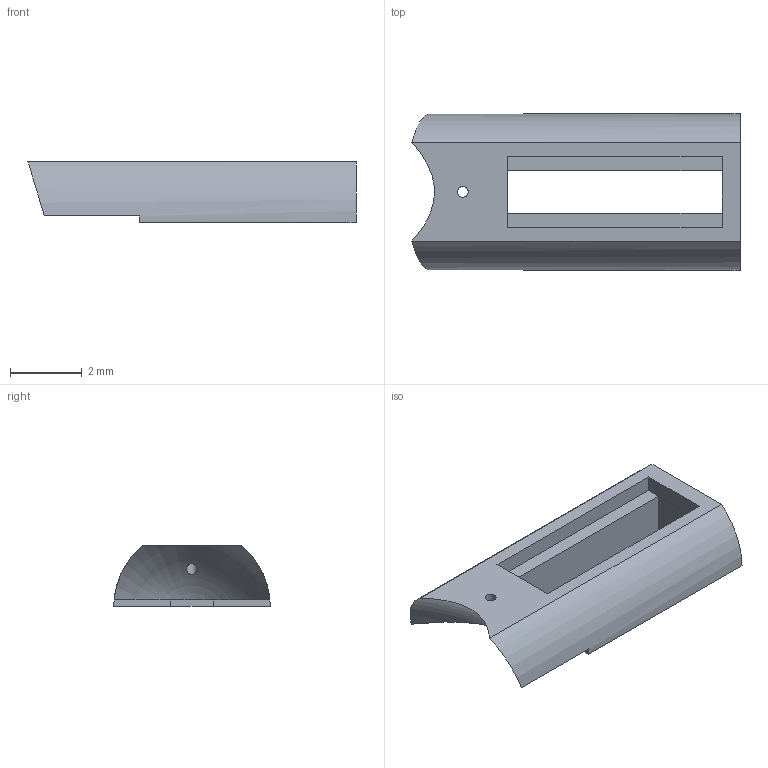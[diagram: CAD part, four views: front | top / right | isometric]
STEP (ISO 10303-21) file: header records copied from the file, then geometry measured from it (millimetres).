
FILE_DESCRIPTION(('FreeCAD Model'),'2;1');
FILE_NAME('Open CASCADE Shape Model','2023-11-16T13:40:52',('Author'),( ''),'Open CASCADE STEP processor 7.6','FreeCAD','Unknown');
FILE_SCHEMA(('AUTOMOTIVE_DESIGN { 1 0 10303 214 1 1 1 1 }'));
Length unit declared in the file: millimetre
Products named in the file (1): ParabolicMirrorWithScrewmount (Solid)
Bounding box: 9.17 x 4.37 x 1.7 mm (x, y, z)
Volume: 37.3 mm3; surface area: 118.3 mm2
Topology: 1 solids, 1 shells, 24 faces, 63 edges, 39 vertices
Faces by surface type: plane 20, cylinder 3, revolution 1
Full cylindrical faces by diameter (mm): 0.3 x1
Entity records: 2093 total; most frequent: CARTESIAN_POINT 910, DIRECTION 183, ORIENTED_EDGE 124, PCURVE 124, DEFINITIONAL_REPRESENTATION 124, LINE 120, VECTOR 120, EDGE_CURVE 62
